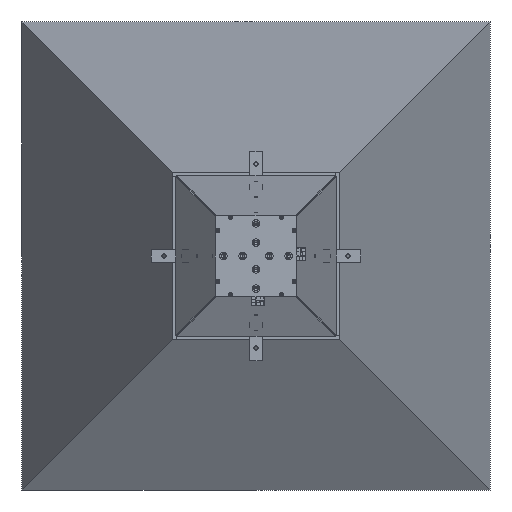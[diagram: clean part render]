
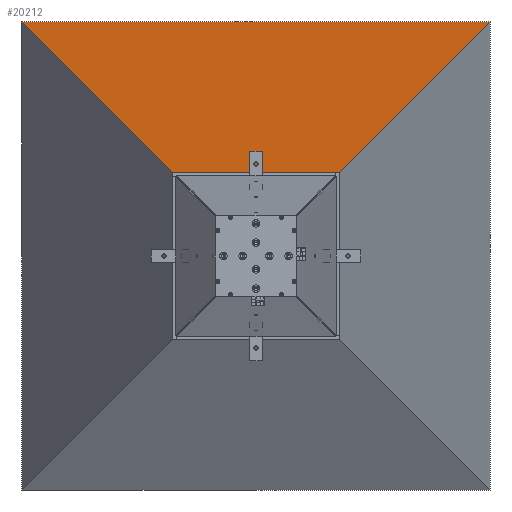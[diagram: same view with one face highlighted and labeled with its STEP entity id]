
A CAD part, front view. The second image highlights one B-rep face of the part: STEP entity #20212.
In plain terms, the highlighted planar face has unit normal (0, -0.259, 0.966).
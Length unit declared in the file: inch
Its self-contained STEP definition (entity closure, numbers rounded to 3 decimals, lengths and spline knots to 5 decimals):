
#20 = DIRECTION ( 'NONE',  ( -0.251, 0.935, 0.251 ) ) ;
#978 = DIRECTION ( 'NONE',  ( 0., -0.966, -0.259 ) ) ;
#1184 = EDGE_LOOP ( 'NONE', ( #4640, #1888, #12459, #9607 ) ) ;
#1212 = CARTESIAN_POINT ( 'NONE',  ( 4.1771, -2.2385, 4.1771 ) ) ;
#1289 = VECTOR ( 'NONE', #14578, 39.37008 ) ;
#1300 = CARTESIAN_POINT ( 'NONE',  ( 0., -0.125, 4.74342 ) ) ;
#1330 = VECTOR ( 'NONE', #20, 39.37008 ) ;
#1888 = ORIENTED_EDGE ( 'NONE', *, *, #12363, .T. ) ;
#2650 = PLANE ( 'NONE',  #4664 ) ;
#2932 = CARTESIAN_POINT ( 'NONE',  ( 4.74342, -0.125, 4.74342 ) ) ;
#3041 = VECTOR ( 'NONE', #18983, 39.37008 ) ;
#3799 = LINE ( 'NONE', #8947, #3041 ) ;
#4073 = FACE_OUTER_BOUND ( 'NONE', #1184, .T. ) ;
#4640 = ORIENTED_EDGE ( 'NONE', *, *, #19833, .T. ) ;
#4664 = AXIS2_PLACEMENT_3D ( 'NONE', #8800, #14314, #978 ) ;
#6695 = CARTESIAN_POINT ( 'NONE',  ( -4.1771, -2.2385, 4.1771 ) ) ;
#7578 = VERTEX_POINT ( 'NONE', #2932 ) ;
#8518 = LINE ( 'NONE', #1212, #20077 ) ;
#8800 = CARTESIAN_POINT ( 'NONE',  ( 0., -1.19423, 4.45692 ) ) ;
#8947 = CARTESIAN_POINT ( 'NONE',  ( 0., 33.41118, 13.72941 ) ) ;
#9607 = ORIENTED_EDGE ( 'NONE', *, *, #9973, .T. ) ;
#9973 = EDGE_CURVE ( 'NONE', #14046, #7578, #10400, .T. ) ;
#10400 = LINE ( 'NONE', #1300, #1289 ) ;
#11551 = VERTEX_POINT ( 'NONE', #12566 ) ;
#12363 = EDGE_CURVE ( 'NONE', #12782, #11551, #3799, .T. ) ;
#12459 = ORIENTED_EDGE ( 'NONE', *, *, #18286, .F. ) ;
#12566 = CARTESIAN_POINT ( 'NONE',  ( -13.72941, 33.41118, 13.72941 ) ) ;
#12782 = VERTEX_POINT ( 'NONE', #17034 ) ;
#14046 = VERTEX_POINT ( 'NONE', #17291 ) ;
#14314 = DIRECTION ( 'NONE',  ( 0., -0.259, 0.966 ) ) ;
#14384 = LINE ( 'NONE', #6695, #1330 ) ;
#14564 = DIRECTION ( 'NONE',  ( 0.251, 0.935, 0.251 ) ) ;
#14578 = DIRECTION ( 'NONE',  ( 1., 0., 0. ) ) ;
#17034 = CARTESIAN_POINT ( 'NONE',  ( 13.72941, 33.41118, 13.72941 ) ) ;
#17291 = CARTESIAN_POINT ( 'NONE',  ( -4.74342, -0.125, 4.74342 ) ) ;
#18286 = EDGE_CURVE ( 'NONE', #14046, #11551, #14384, .T. ) ;
#18983 = DIRECTION ( 'NONE',  ( -1., 0., 0. ) ) ;
#19833 = EDGE_CURVE ( 'NONE', #7578, #12782, #8518, .T. ) ;
#20077 = VECTOR ( 'NONE', #14564, 39.37008 ) ;
#20212 = ADVANCED_FACE ( 'NONE', ( #4073 ), #2650, .T. ) ;
